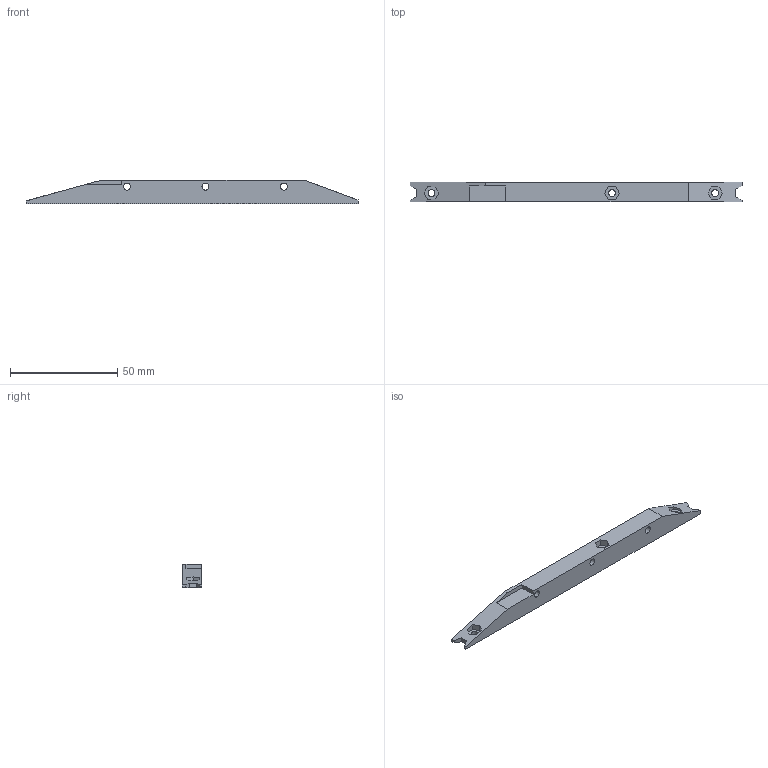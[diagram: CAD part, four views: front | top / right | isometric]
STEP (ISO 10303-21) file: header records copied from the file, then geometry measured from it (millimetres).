
FILE_DESCRIPTION(/* description */ (''),/* implementation_level */ '2;1');
FILE_NAME(/* name */ 'wheel_support_v4_right_narrow_with_line_sensor.stp',/* time_stamp */ '2018-01-18T21:58:41+01:00',/* author */ ('ndz'),/* organization */ (''),/* preprocessor_version */ 'ST-DEVELOPER v16.13',/* originating_system */ 'Autodesk Inventor 2018',/* authorisation */ '');
FILE_SCHEMA (('AUTOMOTIVE_DESIGN { 1 0 10303 214 3 1 1 }'));
Length unit declared in the file: millimetre
Products named in the file (1): wheel_support_v4_narrow_with_line_sensor
Bounding box: 154.5 x 9 x 11 mm (x, y, z)
Volume: 11949.4 mm3; surface area: 6105.3 mm2
Topology: 1 solids, 1 shells, 46 faces, 123 edges, 82 vertices
Faces by surface type: plane 40, cylinder 6
Full cylindrical faces by diameter (mm): 3.2 x6
Entity records: 1452 total; most frequent: CARTESIAN_POINT 246, ORIENTED_EDGE 234, DIRECTION 223, EDGE_CURVE 117, LINE 105, VECTOR 105, VERTEX_POINT 82, EDGE_LOOP 67
